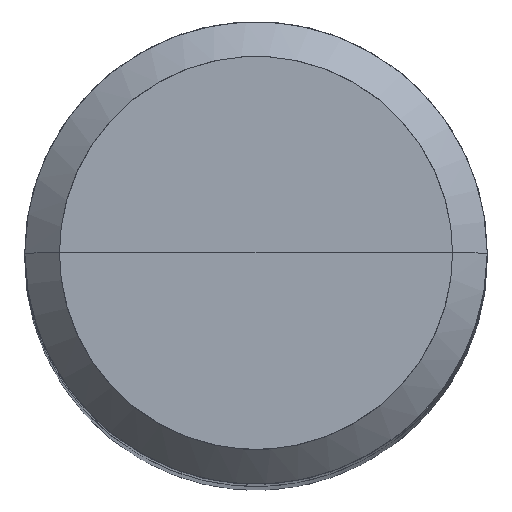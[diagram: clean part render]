
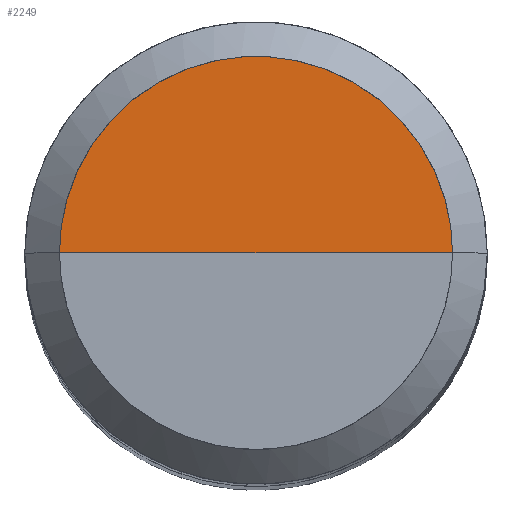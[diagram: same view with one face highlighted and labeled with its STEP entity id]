
A CAD part, top view. The second image highlights one B-rep face of the part: STEP entity #2249.
In plain terms, the highlighted free-form (B-spline) face has degree [1, 2] with [2, 5] control points.
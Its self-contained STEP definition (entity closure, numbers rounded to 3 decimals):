
#2030=CARTESIAN_POINT('',(8.5,0.0,50.0));
#2031=CARTESIAN_POINT('',(8.5,8.5,50.0));
#2032=CARTESIAN_POINT('',(0.0,8.5,50.0));
#2033=CARTESIAN_POINT('',(-8.5,8.5,50.0));
#2034=CARTESIAN_POINT('',(-8.5,0.0,50.0));
#2035=CARTESIAN_POINT('',(0.0,0.0,50.0));
#2234=(
BOUNDED_SURFACE()
B_SPLINE_SURFACE(1,2,(
(#2030,#2031,#2032,#2033,#2034),
(#2035,#2035,#2035,#2035,#2035)
), .UNSPECIFIED.,.F.,.F.,.F.)
B_SPLINE_SURFACE_WITH_KNOTS((2,2),(3,2,3),(
0.0,1.0),(
0.0,0.5,1.0), .UNSPECIFIED.)
GEOMETRIC_REPRESENTATION_ITEM()
RATIONAL_B_SPLINE_SURFACE(((1.0,0.707,1.0,0.707,1.0),
(1.0,0.707,1.0,0.707,1.0)
))
REPRESENTATION_ITEM('')
SURFACE()
);
#2235=(
BOUNDED_CURVE()
B_SPLINE_CURVE(2,(#2034,#2033,#2032,#2031,#2030),.UNSPECIFIED.,.F.,.F.)
B_SPLINE_CURVE_WITH_KNOTS((3,2,3),
(0.0,0.5,1.0),.UNSPECIFIED.)
CURVE()
GEOMETRIC_REPRESENTATION_ITEM()
RATIONAL_B_SPLINE_CURVE((1.0,0.707,1.0,0.707,1.0))
REPRESENTATION_ITEM('')
);
#2236=(
BOUNDED_CURVE()
B_SPLINE_CURVE(1,(#2030,#2035),.UNSPECIFIED.,.F.,.F.)
B_SPLINE_CURVE_WITH_KNOTS((2,2),
(0.0,1.0),.UNSPECIFIED.)
CURVE()
GEOMETRIC_REPRESENTATION_ITEM()
RATIONAL_B_SPLINE_CURVE((1.0,1.0))
REPRESENTATION_ITEM('')
);
#2237=(
BOUNDED_CURVE()
B_SPLINE_CURVE(1,(#2035,#2034),.UNSPECIFIED.,.F.,.F.)
B_SPLINE_CURVE_WITH_KNOTS((2,2),
(0.0,1.0),.UNSPECIFIED.)
CURVE()
GEOMETRIC_REPRESENTATION_ITEM()
RATIONAL_B_SPLINE_CURVE((1.0,1.0))
REPRESENTATION_ITEM('')
);
#2238=VERTEX_POINT('',#2030);
#2239=VERTEX_POINT('',#2034);
#2240=VERTEX_POINT('',#2035);
#2241=EDGE_CURVE('',#2239,#2238,#2235,.T.);
#2242=EDGE_CURVE('',#2238,#2240,#2236,.T.);
#2243=EDGE_CURVE('',#2240,#2239,#2237,.T.);
#2244=ORIENTED_EDGE('',*,*,#2241,.T.);
#2245=ORIENTED_EDGE('',*,*,#2242,.T.);
#2246=ORIENTED_EDGE('',*,*,#2243,.T.);
#2247=EDGE_LOOP('',(#2244,#2245,#2246));
#2248=FACE_OUTER_BOUND('',#2247,.T.);
#2249=ADVANCED_FACE('',(#2248),#2234,.T.);
